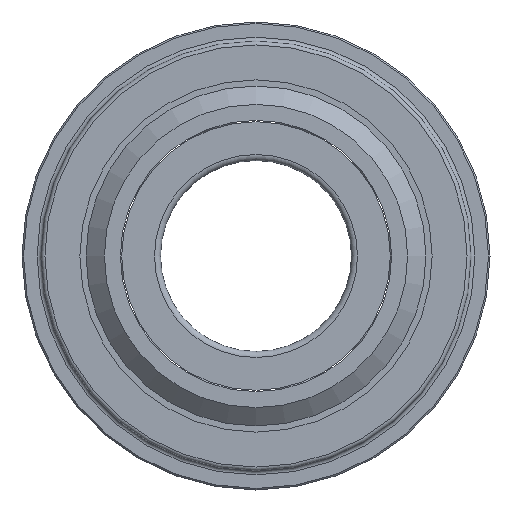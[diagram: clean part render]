
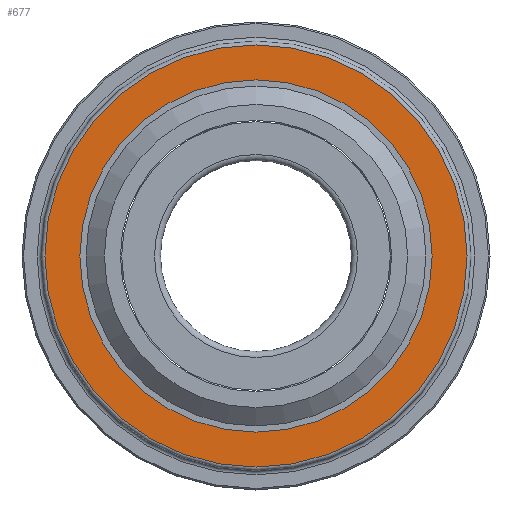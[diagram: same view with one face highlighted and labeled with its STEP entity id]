
A CAD part, left-side view. The second image highlights one B-rep face of the part: STEP entity #677.
In plain terms, the highlighted planar face has unit normal (-1, 0, 0).
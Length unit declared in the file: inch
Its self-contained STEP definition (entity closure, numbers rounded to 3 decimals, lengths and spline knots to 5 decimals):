
#79=PLANE($,#743);
#107=FACE_BOUND($,#221,.T.);
#108=FACE_BOUND($,#222,.T.);
#221=EDGE_LOOP($,(#521));
#222=EDGE_LOOP($,(#522));
#329=CIRCLE($,#739,0.5525);
#332=CIRCLE($,#744,0.46103);
#365=VERTEX_POINT($,#1018);
#368=VERTEX_POINT($,#1026);
#441=EDGE_CURVE($,#365,#365,#329,.T.);
#444=EDGE_CURVE($,#368,#368,#332,.T.);
#521=ORIENTED_EDGE($,*,*,#444,.F.);
#522=ORIENTED_EDGE($,*,*,#441,.F.);
#677=ADVANCED_FACE($,(#107,#108),#79,.F.);
#739=AXIS2_PLACEMENT_3D($,#1019,#834,#835);
#743=AXIS2_PLACEMENT_3D($,#1025,#842,#843);
#744=AXIS2_PLACEMENT_3D($,#1027,#844,#845);
#834=DIRECTION('center_axis',(1.,0.,0.));
#835=DIRECTION('ref_axis',(0.,0.,-1.));
#842=DIRECTION('center_axis',(1.,0.,0.));
#843=DIRECTION('ref_axis',(0.,0.,-1.));
#844=DIRECTION('center_axis',(-1.,0.,0.));
#845=DIRECTION('ref_axis',(0.,1.,0.));
#1018=CARTESIAN_POINT('',(-0.1565,0.,0.5525));
#1019=CARTESIAN_POINT('Origin',(-0.1565,0.,0.));
#1025=CARTESIAN_POINT('Origin',(-0.1565,0.,0.));
#1026=CARTESIAN_POINT('',(-0.1565,-0.46103,0.));
#1027=CARTESIAN_POINT('Origin',(-0.1565,0.,0.));
